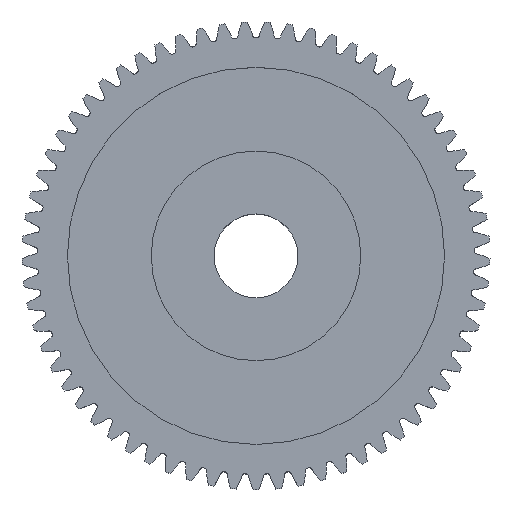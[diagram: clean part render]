
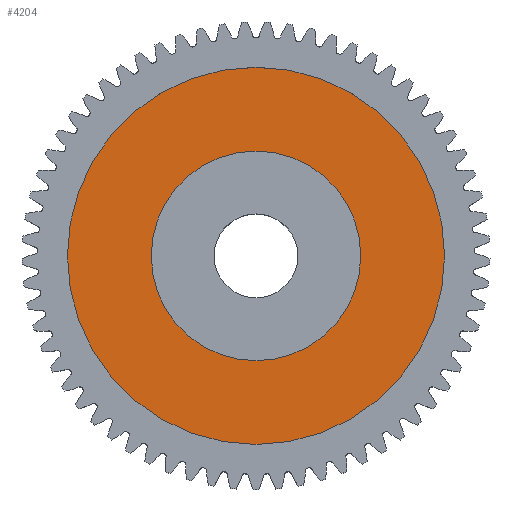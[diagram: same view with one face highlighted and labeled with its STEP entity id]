
A CAD part, top view. The second image highlights one B-rep face of the part: STEP entity #4204.
In plain terms, the highlighted planar face has unit normal (0, 0, 1).
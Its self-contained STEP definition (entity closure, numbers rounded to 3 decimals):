
#297 = VERTEX_POINT ( 'NONE', #5968 ) ;
#298 = EDGE_CURVE ( 'NONE', #297, #329, #5969, .T. ) ;
#326 = VERTEX_POINT ( 'NONE', #6018 ) ;
#329 = VERTEX_POINT ( 'NONE', #6020 ) ;
#633 = VERTEX_POINT ( 'NONE', #6725 ) ;
#634 = EDGE_CURVE ( 'NONE', #326, #633, #6729, .T. ) ;
#3926 = EDGE_CURVE ( 'NONE', #329, #297, #12449, .T. ) ;
#3930 = ORIENTED_EDGE ( 'NONE', *, *, #298, .T. ) ;
#3933 = EDGE_CURVE ( 'NONE', #633, #326, #12454, .T. ) ;
#3937 = EDGE_LOOP ( 'NONE', ( #3930, #4206 ) ) ;
#4203 = EDGE_LOOP ( 'NONE', ( #4207, #4205 ) ) ;
#4204 = ADVANCED_FACE ( 'NONE', ( #12659, #12646 ), #12706, .F. ) ;
#4205 = ORIENTED_EDGE ( 'NONE', *, *, #634, .F. ) ;
#4206 = ORIENTED_EDGE ( 'NONE', *, *, #3926, .T. ) ;
#4207 = ORIENTED_EDGE ( 'NONE', *, *, #3933, .F. ) ;
#5962 = DIRECTION ( 'NONE',  ( -1., 0., 0. ) ) ;
#5963 = DIRECTION ( 'NONE',  ( 0., 0., -1. ) ) ;
#5964 = CARTESIAN_POINT ( 'NONE',  ( 0., 0., 2.5 ) ) ;
#5965 = AXIS2_PLACEMENT_3D ( 'NONE', #5964, #5963, #5962 ) ;
#5968 = CARTESIAN_POINT ( 'NONE',  ( -7.5, 0., 2.5 ) ) ;
#5969 = CIRCLE ( 'NONE', #5965, 7.5 ) ;
#6018 = CARTESIAN_POINT ( 'NONE',  ( 13.5, 0., 2.5 ) ) ;
#6020 = CARTESIAN_POINT ( 'NONE',  ( 7.5, 0., 2.5 ) ) ;
#6712 = DIRECTION ( 'NONE',  ( -1., 0., 0. ) ) ;
#6713 = DIRECTION ( 'NONE',  ( 0., 0., -1. ) ) ;
#6714 = CARTESIAN_POINT ( 'NONE',  ( 0., 0., 2.5 ) ) ;
#6715 = AXIS2_PLACEMENT_3D ( 'NONE', #6714, #6713, #6712 ) ;
#6725 = CARTESIAN_POINT ( 'NONE',  ( -13.5, 0., 2.5 ) ) ;
#6729 = CIRCLE ( 'NONE', #6715, 13.5 ) ;
#12429 = DIRECTION ( 'NONE',  ( -1., 0., 0. ) ) ;
#12430 = DIRECTION ( 'NONE',  ( 0., 0., -1. ) ) ;
#12431 = CARTESIAN_POINT ( 'NONE',  ( 0., 0., 2.5 ) ) ;
#12432 = AXIS2_PLACEMENT_3D ( 'NONE', #12431, #12430, #12429 ) ;
#12439 = DIRECTION ( 'NONE',  ( -1., 0., 0. ) ) ;
#12440 = DIRECTION ( 'NONE',  ( 0., 0., -1. ) ) ;
#12441 = CARTESIAN_POINT ( 'NONE',  ( 0., 0., 2.5 ) ) ;
#12442 = AXIS2_PLACEMENT_3D ( 'NONE', #12441, #12440, #12439 ) ;
#12449 = CIRCLE ( 'NONE', #12442, 7.5 ) ;
#12454 = CIRCLE ( 'NONE', #12432, 13.5 ) ;
#12646 = FACE_OUTER_BOUND ( 'NONE', #4203, .T. ) ;
#12647 = CARTESIAN_POINT ( 'NONE',  ( 0., 0., 2.5 ) ) ;
#12659 = FACE_BOUND ( 'NONE', #3937, .T. ) ;
#12696 = DIRECTION ( 'NONE',  ( -1., 0., 0. ) ) ;
#12697 = DIRECTION ( 'NONE',  ( 0., 0., -1. ) ) ;
#12703 = AXIS2_PLACEMENT_3D ( 'NONE', #12647, #12697, #12696 ) ;
#12706 = PLANE ( 'NONE',  #12703 ) ;
